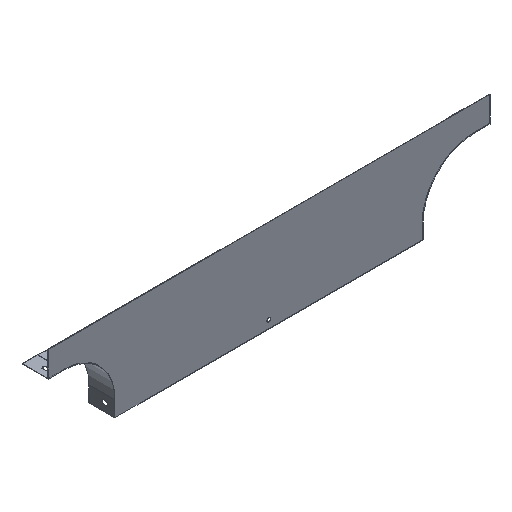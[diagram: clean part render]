
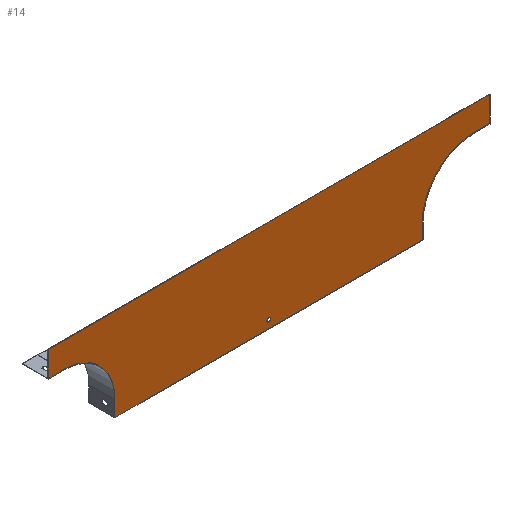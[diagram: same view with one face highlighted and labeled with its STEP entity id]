
A CAD part, isometric view. The second image highlights one B-rep face of the part: STEP entity #14.
In plain terms, the highlighted planar face has unit normal (0, -1, 0).
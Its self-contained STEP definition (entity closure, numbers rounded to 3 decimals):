
#14 = ADVANCED_FACE ( 'NONE', ( #1175, #1178 ), #431, .T. ) ;
#15 = LINE ( 'NONE', #609, #16 ) ;
#16 = VECTOR ( 'NONE', #608, 1000. ) ;
#17 = LINE ( 'NONE', #615, #20 ) ;
#20 = VECTOR ( 'NONE', #614, 1000. ) ;
#26 = CIRCLE ( 'NONE', #795, 100. ) ;
#36 = LINE ( 'NONE', #1245, #38 ) ;
#38 = VECTOR ( 'NONE', #1244, 1000. ) ;
#40 = LINE ( 'NONE', #1228, #43 ) ;
#43 = VECTOR ( 'NONE', #1226, 1000. ) ;
#45 = VERTEX_POINT ( 'NONE', #186 ) ;
#91 = EDGE_LOOP ( 'NONE', ( #1099, #1110, #740, #1114, #1103, #1111, #1092, #1120, #1115, #742 ) ) ;
#97 = EDGE_LOOP ( 'NONE', ( #1098 ) ) ;
#142 = VERTEX_POINT ( 'NONE', #505 ) ;
#155 = VERTEX_POINT ( 'NONE', #539 ) ;
#162 = VERTEX_POINT ( 'NONE', #532 ) ;
#163 = VERTEX_POINT ( 'NONE', #565 ) ;
#167 = VERTEX_POINT ( 'NONE', #524 ) ;
#173 = VERTEX_POINT ( 'NONE', #520 ) ;
#181 = VERTEX_POINT ( 'NONE', #426 ) ;
#186 = CARTESIAN_POINT ( 'NONE',  ( 0., 0., -168.5 ) ) ;
#218 = LINE ( 'NONE', #985, #223 ) ;
#223 = VECTOR ( 'NONE', #1007, 1000. ) ;
#228 = CIRCLE ( 'NONE', #830, 100. ) ;
#231 = CIRCLE ( 'NONE', #827, 3.5 ) ;
#319 = LINE ( 'NONE', #1029, #321 ) ;
#321 = VECTOR ( 'NONE', #1076, 1000. ) ;
#332 = LINE ( 'NONE', #1036, #335 ) ;
#335 = VECTOR ( 'NONE', #1035, 1000. ) ;
#339 = LINE ( 'NONE', #605, #342 ) ;
#342 = VECTOR ( 'NONE', #592, 1000. ) ;
#413 = CARTESIAN_POINT ( 'NONE',  ( -400., 0., -150. ) ) ;
#426 = CARTESIAN_POINT ( 'NONE',  ( -430., 0., 0. ) ) ;
#431 = PLANE ( 'NONE',  #858 ) ;
#473 = CARTESIAN_POINT ( 'NONE',  ( -430., 0., -50. ) ) ;
#479 = CARTESIAN_POINT ( 'NONE',  ( -400., 0., -50. ) ) ;
#505 = CARTESIAN_POINT ( 'NONE',  ( -300., 0., -150. ) ) ;
#520 = CARTESIAN_POINT ( 'NONE',  ( 430., 0., 0. ) ) ;
#524 = CARTESIAN_POINT ( 'NONE',  ( 400., 0., -50. ) ) ;
#527 = DIRECTION ( 'NONE',  ( 0., 0., -1. ) ) ;
#532 = CARTESIAN_POINT ( 'NONE',  ( 300., 0., -180. ) ) ;
#539 = CARTESIAN_POINT ( 'NONE',  ( -300., 0., -180. ) ) ;
#554 = DIRECTION ( 'NONE',  ( 0., -1., 0. ) ) ;
#565 = CARTESIAN_POINT ( 'NONE',  ( 300., 0., -150. ) ) ;
#582 = DIRECTION ( 'NONE',  ( 0., 0., 1. ) ) ;
#583 = DIRECTION ( 'NONE',  ( 0., -1., 0. ) ) ;
#584 = CARTESIAN_POINT ( 'NONE',  ( 400., 0., -150. ) ) ;
#592 = DIRECTION ( 'NONE',  ( 0., 0., -1. ) ) ;
#605 = CARTESIAN_POINT ( 'NONE',  ( 430., 0., 0. ) ) ;
#608 = DIRECTION ( 'NONE',  ( -1., 0., 0. ) ) ;
#609 = CARTESIAN_POINT ( 'NONE',  ( 300., 0., -180. ) ) ;
#614 = DIRECTION ( 'NONE',  ( -1., 0., 0. ) ) ;
#615 = CARTESIAN_POINT ( 'NONE',  ( 430., 0., -50. ) ) ;
#628 = VERTEX_POINT ( 'NONE', #479 ) ;
#631 = VERTEX_POINT ( 'NONE', #473 ) ;
#740 = ORIENTED_EDGE ( 'NONE', *, *, #885, .F. ) ;
#742 = ORIENTED_EDGE ( 'NONE', *, *, #944, .F. ) ;
#795 = AXIS2_PLACEMENT_3D ( 'NONE', #584, #583, #582 ) ;
#827 = AXIS2_PLACEMENT_3D ( 'NONE', #1020, #1019, #1016 ) ;
#830 = AXIS2_PLACEMENT_3D ( 'NONE', #984, #1022, #983 ) ;
#858 = AXIS2_PLACEMENT_3D ( 'NONE', #413, #554, #527 ) ;
#881 = EDGE_CURVE ( 'NONE', #155, #142, #218, .T. ) ;
#885 = EDGE_CURVE ( 'NONE', #142, #628, #228, .T. ) ;
#887 = EDGE_CURVE ( 'NONE', #45, #45, #231, .T. ) ;
#937 = EDGE_CURVE ( 'NONE', #631, #181, #319, .T. ) ;
#944 = EDGE_CURVE ( 'NONE', #181, #173, #332, .T. ) ;
#948 = EDGE_CURVE ( 'NONE', #173, #1247, #339, .T. ) ;
#957 = EDGE_CURVE ( 'NONE', #162, #155, #15, .T. ) ;
#959 = EDGE_CURVE ( 'NONE', #1247, #167, #17, .T. ) ;
#963 = EDGE_CURVE ( 'NONE', #167, #163, #26, .T. ) ;
#970 = EDGE_CURVE ( 'NONE', #163, #162, #36, .T. ) ;
#973 = EDGE_CURVE ( 'NONE', #628, #631, #40, .T. ) ;
#983 = DIRECTION ( 'NONE',  ( 0., 0., -1. ) ) ;
#984 = CARTESIAN_POINT ( 'NONE',  ( -400., 0., -150. ) ) ;
#985 = CARTESIAN_POINT ( 'NONE',  ( -300., 0., -180. ) ) ;
#1007 = DIRECTION ( 'NONE',  ( 0., 0., 1. ) ) ;
#1016 = DIRECTION ( 'NONE',  ( 0., 0., -1. ) ) ;
#1019 = DIRECTION ( 'NONE',  ( 0., 1., 0. ) ) ;
#1020 = CARTESIAN_POINT ( 'NONE',  ( 0., 0., -165. ) ) ;
#1022 = DIRECTION ( 'NONE',  ( 0., -1., 0. ) ) ;
#1029 = CARTESIAN_POINT ( 'NONE',  ( -430., 0., 0. ) ) ;
#1035 = DIRECTION ( 'NONE',  ( 1., 0., 0. ) ) ;
#1036 = CARTESIAN_POINT ( 'NONE',  ( -430., 0., 0. ) ) ;
#1076 = DIRECTION ( 'NONE',  ( 0., 0., 1. ) ) ;
#1092 = ORIENTED_EDGE ( 'NONE', *, *, #963, .F. ) ;
#1098 = ORIENTED_EDGE ( 'NONE', *, *, #887, .T. ) ;
#1099 = ORIENTED_EDGE ( 'NONE', *, *, #937, .F. ) ;
#1103 = ORIENTED_EDGE ( 'NONE', *, *, #957, .F. ) ;
#1110 = ORIENTED_EDGE ( 'NONE', *, *, #973, .F. ) ;
#1111 = ORIENTED_EDGE ( 'NONE', *, *, #970, .F. ) ;
#1114 = ORIENTED_EDGE ( 'NONE', *, *, #881, .F. ) ;
#1115 = ORIENTED_EDGE ( 'NONE', *, *, #948, .F. ) ;
#1120 = ORIENTED_EDGE ( 'NONE', *, *, #959, .F. ) ;
#1175 = FACE_BOUND ( 'NONE', #97, .T. ) ;
#1178 = FACE_OUTER_BOUND ( 'NONE', #91, .T. ) ;
#1226 = DIRECTION ( 'NONE',  ( -1., 0., 0. ) ) ;
#1228 = CARTESIAN_POINT ( 'NONE',  ( -430., 0., -50. ) ) ;
#1240 = CARTESIAN_POINT ( 'NONE',  ( 430., 0., -50. ) ) ;
#1244 = DIRECTION ( 'NONE',  ( 0., 0., -1. ) ) ;
#1245 = CARTESIAN_POINT ( 'NONE',  ( 300., 0., -180. ) ) ;
#1247 = VERTEX_POINT ( 'NONE', #1240 ) ;
